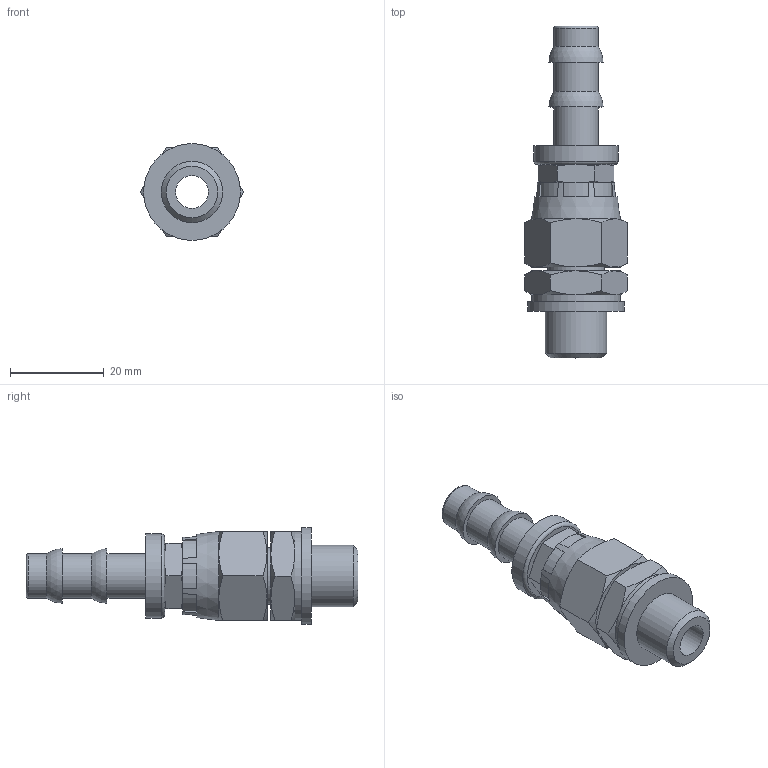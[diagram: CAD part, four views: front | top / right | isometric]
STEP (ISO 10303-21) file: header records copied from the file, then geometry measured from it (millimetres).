
FILE_DESCRIPTION(/* description */ (''),/* implementation_level */ '2;1');
FILE_NAME(/* name */ 'Schlauchanschluss_G1_4a_für_Schlauch_iØ_9,5_mm-steckbar_116624.stp',/* time_stamp */ '2021-06-30T08:27:25+02:00',/* author */ ('002230'),/* organization */ (''),/* preprocessor_version */ 'ST-DEVELOPER v18.1',/* originating_system */ 'Autodesk Inventor 2022',/* authorisation */ '');
FILE_SCHEMA (('AUTOMOTIVE_DESIGN { 1 0 10303 214 3 1 1 }'));
Length unit declared in the file: millimetre
Products named in the file (3): angea48a; ansta03a; annipca0
Assembly tree (2 placements, depth 2):
  angea48a
    ansta03a
    annipca0
Bounding box: 21.94 x 70.94 x 20.7 mm (x, y, z)
Volume: 9689.6 mm3; surface area: 7471.9 mm2
Topology: 2 solids, 2 shells, 125 faces, 289 edges, 178 vertices
Faces by surface type: plane 56, cone 43, cylinder 22, torus 2, sphere 2
Full cylindrical faces by diameter (mm): 7 x2, 9.5 x3, 12.1 x2, 12.751 x1, 13.1 x1, 14.25 x1, 16.6 x1, 18 x1, 19 x1, 20.7 x1
Entity records: 3574 total; most frequent: CARTESIAN_POINT 773, ORIENTED_EDGE 578, DIRECTION 575, EDGE_CURVE 289, AXIS2_PLACEMENT_3D 244, VERTEX_POINT 178, EDGE_LOOP 139, FACE_OUTER_BOUND 125
